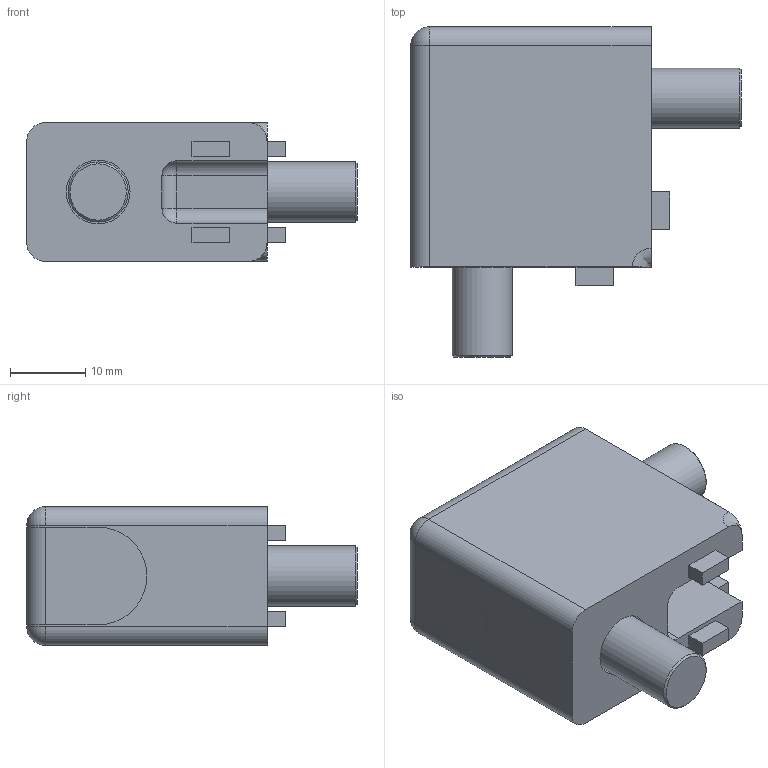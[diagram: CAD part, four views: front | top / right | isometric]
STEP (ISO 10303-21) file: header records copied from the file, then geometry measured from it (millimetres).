
FILE_DESCRIPTION(/* description */ ('GIUNTO GRIGIO A 2 VIE PER PROFILO 18X32 '),/* implementation_level */ '2;1');
FILE_NAME(/* name */ 'CGIPR0000102.stp',/* time_stamp */ '2022-11-21T16:30:38+01:00',/* author */ ('tecnico7'),/* organization */ (''),/* preprocessor_version */ 'ST-DEVELOPER v18.1',/* originating_system */ 'Autodesk Inventor 2022',/* authorisation */ '');
FILE_SCHEMA (('AUTOMOTIVE_DESIGN { 1 0 10303 214 3 1 1 }'));
Length unit declared in the file: millimetre
Products named in the file (1): CGIPR0000102
Bounding box: 44 x 44 x 18.5 mm (x, y, z)
Volume: 14870.2 mm3; surface area: 9694 mm2
Topology: 4 solids, 4 shells, 115 faces, 262 edges, 165 vertices
Faces by surface type: plane 71, cylinder 33, sphere 4, torus 3, bspline 2, cone 2
Full cylindrical faces by diameter (mm): 2 x4, 2.5 x4, 8 x2, 8.5 x2, 13 x3
Entity records: 3364 total; most frequent: CARTESIAN_POINT 703, DIRECTION 554, ORIENTED_EDGE 512, EDGE_CURVE 256, AXIS2_PLACEMENT_3D 190, LINE 174, VECTOR 174, VERTEX_POINT 165
